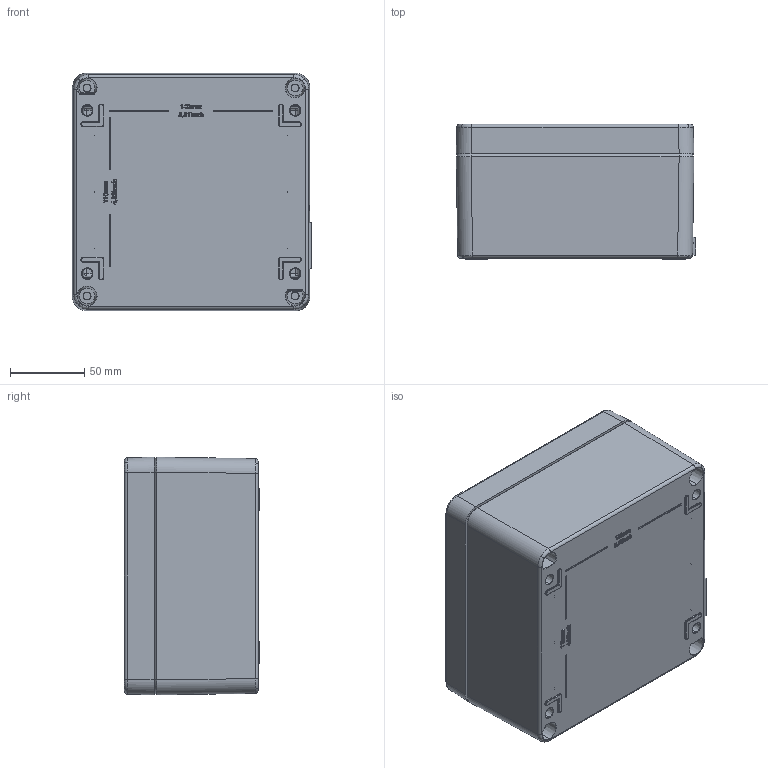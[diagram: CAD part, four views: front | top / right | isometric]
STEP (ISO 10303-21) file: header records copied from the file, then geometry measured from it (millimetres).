
FILE_DESCRIPTION (( 'STEP AP214' ), '1' );
FILE_NAME ('25161609.STEP', '2012-06-14T06:29:23', ( ' ' ), ( '' ), 'SwSTEP 2.0', 'SolidWorks 2011', '' );
FILE_SCHEMA (( 'AUTOMOTIVE_DESIGN' ));
Length unit declared in the file: millimetre
Products named in the file (10): 92441; 92081; 83171; 95947; 01161609_Ex Ausführung; 82014; 93134; 02056; 01056_Bearbeitung nach ZngNr.: 01-2-010560-02-0; 25161609
Assembly tree (12 placements, depth 3):
  25161609
    01161609_Ex Ausführung
      93134  x4
      02056
      82014
      01056_Bearbeitung nach ZngNr.: 01-2-010560-02-0
    92441
    95947
    83171
    92081
Bounding box: 161.2 x 91 x 160 mm (x, y, z)
Volume: 568019.5 mm3; surface area: 235163.8 mm2
Topology: 11 solids, 11 shells, 1399 faces, 3417 edges, 2132 vertices
Faces by surface type: plane 591, bspline 312, cylinder 235, cone 183, torus 78
Entity records: 54790 total; most frequent: CARTESIAN_POINT 26158, ORIENTED_EDGE 6316, DIRECTION 5004, EDGE_CURVE 3158, VERTEX_POINT 1982, AXIS2_PLACEMENT_3D 1712, VECTOR 1580, LINE 1580
